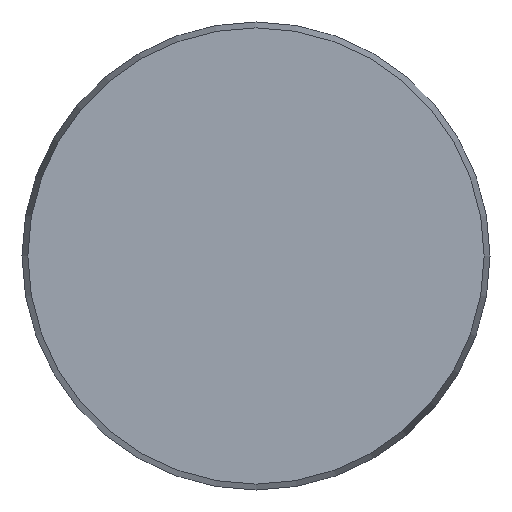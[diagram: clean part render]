
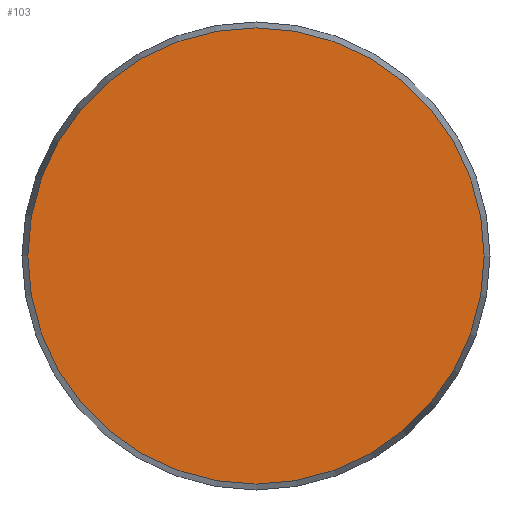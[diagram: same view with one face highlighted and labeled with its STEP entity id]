
A CAD part, front view. The second image highlights one B-rep face of the part: STEP entity #103.
In plain terms, the highlighted planar face has unit normal (0, -1, 0).
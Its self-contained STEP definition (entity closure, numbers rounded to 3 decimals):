
#103 = ADVANCED_FACE( '', ( #228 ), #229, .F. );
#228 = FACE_OUTER_BOUND( '', #401, .T. );
#229 = PLANE( '', #402 );
#401 = EDGE_LOOP( '', ( #612 ) );
#402 = AXIS2_PLACEMENT_3D( '', #613, #614, #615 );
#612 = ORIENTED_EDGE( '', *, *, #812, .T. );
#613 = CARTESIAN_POINT( '', ( 48.75, 0., 0. ) );
#614 = DIRECTION( '', ( 0., 1., 0. ) );
#615 = DIRECTION( '', ( 0., 0., 1. ) );
#812 = EDGE_CURVE( '', #955, #955, #956, .T. );
#955 = VERTEX_POINT( '', #1236 );
#956 = CIRCLE( '', #1237, 48.75 );
#1236 = CARTESIAN_POINT( '', ( 0., 0., -48.75 ) );
#1237 = AXIS2_PLACEMENT_3D( '', #1402, #1403, #1404 );
#1402 = CARTESIAN_POINT( '', ( 0., 0., 0. ) );
#1403 = DIRECTION( '', ( 0., -1., 0. ) );
#1404 = DIRECTION( '', ( 0., 0., -1. ) );
